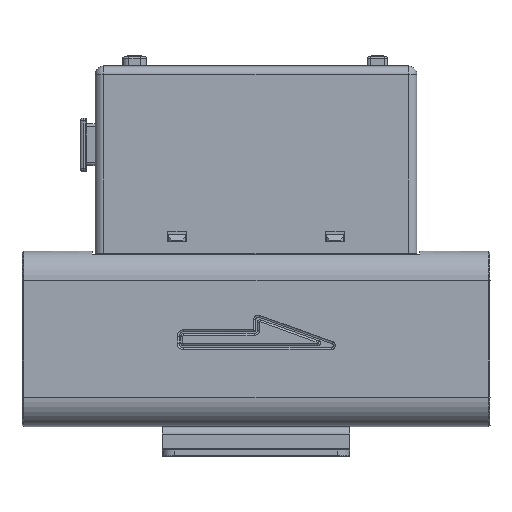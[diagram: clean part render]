
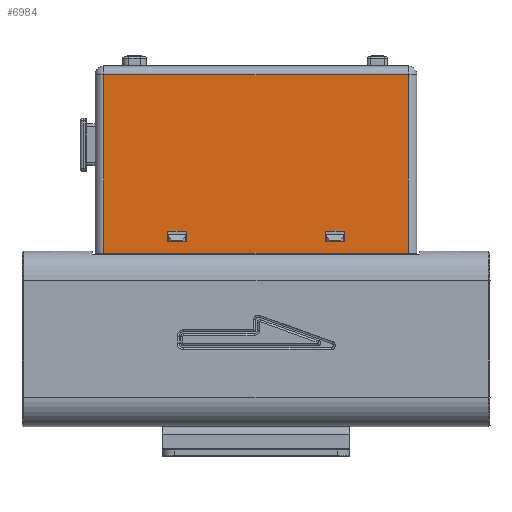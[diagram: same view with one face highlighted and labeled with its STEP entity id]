
A CAD part, top view. The second image highlights one B-rep face of the part: STEP entity #6984.
In plain terms, the highlighted planar face has unit normal (0, 0, 1).
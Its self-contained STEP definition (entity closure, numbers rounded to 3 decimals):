
#81=DIRECTION('',(1.,0.,0.));
#82=VECTOR('',#81,52.);
#83=CARTESIAN_POINT('',(-26.,45.15,8.5));
#84=LINE('',#83,#82);
#85=DIRECTION('',(0.,-1.,0.));
#86=VECTOR('',#85,30.5);
#87=CARTESIAN_POINT('',(26.,45.15,8.5));
#88=LINE('',#87,#86);
#89=DIRECTION('',(0.,-1.,0.));
#90=VECTOR('',#89,30.5);
#91=CARTESIAN_POINT('',(-26.,45.15,8.5));
#92=LINE('',#91,#90);
#93=DIRECTION('',(-1.,0.,0.));
#94=VECTOR('',#93,3.2);
#95=CARTESIAN_POINT('',(-11.9,18.4,8.5));
#96=LINE('',#95,#94);
#97=DIRECTION('',(0.,-1.,0.));
#98=VECTOR('',#97,1.8);
#99=CARTESIAN_POINT('',(-15.1,18.4,8.5));
#100=LINE('',#99,#98);
#101=DIRECTION('',(1.,0.,0.));
#102=VECTOR('',#101,3.2);
#103=CARTESIAN_POINT('',(-15.1,16.6,8.5));
#104=LINE('',#103,#102);
#105=DIRECTION('',(0.,1.,0.));
#106=VECTOR('',#105,1.8);
#107=CARTESIAN_POINT('',(-11.9,16.6,8.5));
#108=LINE('',#107,#106);
#109=DIRECTION('',(0.,-1.,0.));
#110=VECTOR('',#109,1.8);
#111=CARTESIAN_POINT('',(11.9,18.4,8.5));
#112=LINE('',#111,#110);
#113=DIRECTION('',(1.,0.,0.));
#114=VECTOR('',#113,3.2);
#115=CARTESIAN_POINT('',(11.9,16.6,8.5));
#116=LINE('',#115,#114);
#117=DIRECTION('',(0.,1.,0.));
#118=VECTOR('',#117,1.8);
#119=CARTESIAN_POINT('',(15.1,16.6,8.5));
#120=LINE('',#119,#118);
#121=DIRECTION('',(-1.,0.,0.));
#122=VECTOR('',#121,3.2);
#123=CARTESIAN_POINT('',(15.1,18.4,8.5));
#124=LINE('',#123,#122);
#166=DIRECTION('',(1.,0.,0.));
#167=VECTOR('',#166,52.);
#168=CARTESIAN_POINT('',(-26.,14.65,8.5));
#169=LINE('',#168,#167);
#5297=CARTESIAN_POINT('',(-11.9,18.4,8.5));
#5298=CARTESIAN_POINT('',(-15.1,18.4,8.5));
#5299=VERTEX_POINT('',#5297);
#5300=VERTEX_POINT('',#5298);
#5301=CARTESIAN_POINT('',(-15.1,16.6,8.5));
#5302=VERTEX_POINT('',#5301);
#5303=CARTESIAN_POINT('',(-11.9,16.6,8.5));
#5304=VERTEX_POINT('',#5303);
#5305=CARTESIAN_POINT('',(11.9,18.4,8.5));
#5306=CARTESIAN_POINT('',(11.9,16.6,8.5));
#5307=VERTEX_POINT('',#5305);
#5308=VERTEX_POINT('',#5306);
#5309=CARTESIAN_POINT('',(15.1,16.6,8.5));
#5310=VERTEX_POINT('',#5309);
#5311=CARTESIAN_POINT('',(15.1,18.4,8.5));
#5312=VERTEX_POINT('',#5311);
#5329=CARTESIAN_POINT('',(-26.,45.15,8.5));
#5330=CARTESIAN_POINT('',(26.,45.15,8.5));
#5331=VERTEX_POINT('',#5329);
#5332=VERTEX_POINT('',#5330);
#5337=CARTESIAN_POINT('',(-26.,14.65,8.5));
#5339=VERTEX_POINT('',#5337);
#5366=CARTESIAN_POINT('',(26.,14.65,8.5));
#5368=VERTEX_POINT('',#5366);
#6950=CARTESIAN_POINT('',(-27.5,14.65,8.5));
#6951=DIRECTION('',(0.,0.,1.));
#6952=DIRECTION('',(1.,0.,0.));
#6953=AXIS2_PLACEMENT_3D('',#6950,#6951,#6952);
#6954=PLANE('',#6953);
#6955=ORIENTED_EDGE('',*,*,#6940,.T.);
#6957=ORIENTED_EDGE('',*,*,#6956,.T.);
#6959=ORIENTED_EDGE('',*,*,#6958,.F.);
#6961=ORIENTED_EDGE('',*,*,#6960,.F.);
#6962=EDGE_LOOP('',(#6955,#6957,#6959,#6961));
#6963=FACE_OUTER_BOUND('',#6962,.F.);
#6965=ORIENTED_EDGE('',*,*,#6964,.T.);
#6967=ORIENTED_EDGE('',*,*,#6966,.T.);
#6969=ORIENTED_EDGE('',*,*,#6968,.T.);
#6971=ORIENTED_EDGE('',*,*,#6970,.T.);
#6972=EDGE_LOOP('',(#6965,#6967,#6969,#6971));
#6973=FACE_BOUND('',#6972,.F.);
#6975=ORIENTED_EDGE('',*,*,#6974,.T.);
#6977=ORIENTED_EDGE('',*,*,#6976,.T.);
#6979=ORIENTED_EDGE('',*,*,#6978,.T.);
#6981=ORIENTED_EDGE('',*,*,#6980,.T.);
#6982=EDGE_LOOP('',(#6975,#6977,#6979,#6981));
#6983=FACE_BOUND('',#6982,.F.);
#6984=ADVANCED_FACE('',(#6963,#6973,#6983),#6954,.T.);
#6940=EDGE_CURVE('',#5331,#5332,#84,.T.);
#6956=EDGE_CURVE('',#5332,#5368,#88,.T.);
#6958=EDGE_CURVE('',#5339,#5368,#169,.T.);
#6960=EDGE_CURVE('',#5331,#5339,#92,.T.);
#6964=EDGE_CURVE('',#5299,#5300,#96,.T.);
#6966=EDGE_CURVE('',#5300,#5302,#100,.T.);
#6968=EDGE_CURVE('',#5302,#5304,#104,.T.);
#6970=EDGE_CURVE('',#5304,#5299,#108,.T.);
#6974=EDGE_CURVE('',#5307,#5308,#112,.T.);
#6976=EDGE_CURVE('',#5308,#5310,#116,.T.);
#6978=EDGE_CURVE('',#5310,#5312,#120,.T.);
#6980=EDGE_CURVE('',#5312,#5307,#124,.T.);
